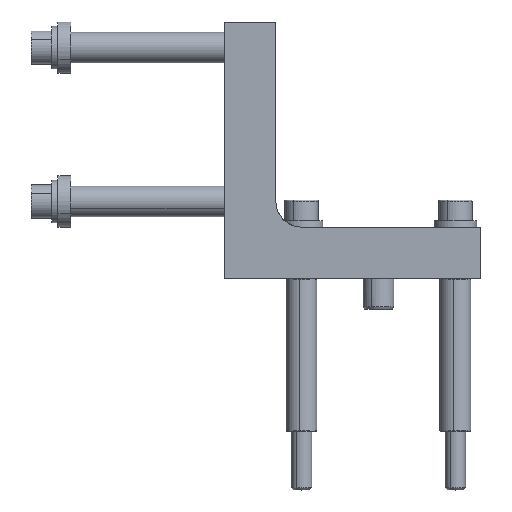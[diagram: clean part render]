
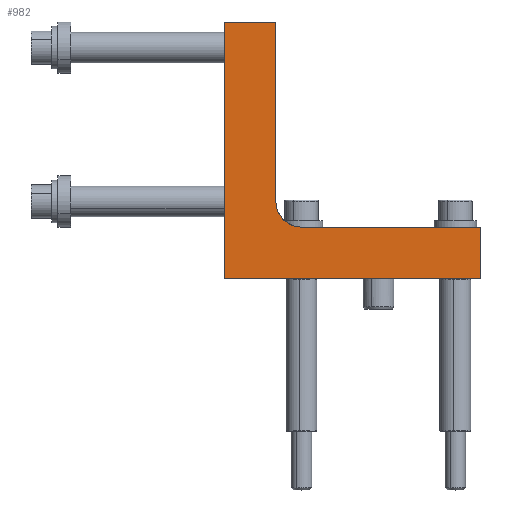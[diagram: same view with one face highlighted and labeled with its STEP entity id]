
A CAD part, top view. The second image highlights one B-rep face of the part: STEP entity #982.
In plain terms, the highlighted planar face has unit normal (0, 0, 1).
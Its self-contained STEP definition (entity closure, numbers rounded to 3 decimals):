
#919=AXIS2_PLACEMENT_3D('Circle Axis2P3D',#917,#918,$) ;
#938=AXIS2_PLACEMENT_3D('Plane Axis2P3D',#935,#936,#937) ;
#729=CARTESIAN_POINT('Vertex',(30.,20.,10.)) ;
#732=CARTESIAN_POINT('Line Origine',(65.,20.,10.)) ;
#736=CARTESIAN_POINT('Vertex',(100.,20.,10.)) ;
#914=CARTESIAN_POINT('Vertex',(20.,30.,10.)) ;
#917=CARTESIAN_POINT('Axis2P3D Location',(30.,30.,10.)) ;
#935=CARTESIAN_POINT('Axis2P3D Location',(0.,0.,10.)) ;
#940=CARTESIAN_POINT('Line Origine',(50.,0.,10.)) ;
#944=CARTESIAN_POINT('Vertex',(0.,0.,10.)) ;
#946=CARTESIAN_POINT('Vertex',(100.,0.,10.)) ;
#949=CARTESIAN_POINT('Line Origine',(100.,10.,10.)) ;
#954=CARTESIAN_POINT('Line Origine',(20.,65.,10.)) ;
#958=CARTESIAN_POINT('Vertex',(20.,100.,10.)) ;
#961=CARTESIAN_POINT('Line Origine',(10.,100.,10.)) ;
#965=CARTESIAN_POINT('Vertex',(0.,100.,10.)) ;
#968=CARTESIAN_POINT('Line Origine',(0.,50.,10.)) ;
#733=DIRECTION('Vector Direction',(-1.,0.,0.)) ;
#918=DIRECTION('Axis2P3D Direction',(0.,0.,1.)) ;
#936=DIRECTION('Axis2P3D Direction',(0.,0.,1.)) ;
#937=DIRECTION('Axis2P3D XDirection',(1.,0.,0.)) ;
#941=DIRECTION('Vector Direction',(1.,0.,0.)) ;
#950=DIRECTION('Vector Direction',(0.,1.,0.)) ;
#955=DIRECTION('Vector Direction',(0.,1.,0.)) ;
#962=DIRECTION('Vector Direction',(-1.,0.,0.)) ;
#969=DIRECTION('Vector Direction',(0.,-1.,0.)) ;
#734=VECTOR('Line Direction',#733,1.) ;
#942=VECTOR('Line Direction',#941,1.) ;
#951=VECTOR('Line Direction',#950,1.) ;
#956=VECTOR('Line Direction',#955,1.) ;
#963=VECTOR('Line Direction',#962,1.) ;
#970=VECTOR('Line Direction',#969,1.) ;
#974=ORIENTED_EDGE('',*,*,#948,.T.) ;
#975=ORIENTED_EDGE('',*,*,#953,.T.) ;
#976=ORIENTED_EDGE('',*,*,#738,.T.) ;
#977=ORIENTED_EDGE('',*,*,#921,.T.) ;
#978=ORIENTED_EDGE('',*,*,#960,.T.) ;
#979=ORIENTED_EDGE('',*,*,#967,.T.) ;
#980=ORIENTED_EDGE('',*,*,#972,.T.) ;
#982=ADVANCED_FACE('TOS_024_SET_457611_02',(#981),#939,.T.) ;
#920=CIRCLE('generated circle',#919,10.) ;
#738=EDGE_CURVE('',#737,#730,#735,.T.) ;
#921=EDGE_CURVE('',#730,#915,#920,.F.) ;
#948=EDGE_CURVE('',#945,#947,#943,.T.) ;
#953=EDGE_CURVE('',#947,#737,#952,.T.) ;
#960=EDGE_CURVE('',#915,#959,#957,.T.) ;
#967=EDGE_CURVE('',#959,#966,#964,.T.) ;
#972=EDGE_CURVE('',#966,#945,#971,.T.) ;
#973=EDGE_LOOP('',(#974,#975,#976,#977,#978,#979,#980)) ;
#981=FACE_OUTER_BOUND('',#973,.T.) ;
#735=LINE('Line',#732,#734) ;
#943=LINE('Line',#940,#942) ;
#952=LINE('Line',#949,#951) ;
#957=LINE('Line',#954,#956) ;
#964=LINE('Line',#961,#963) ;
#971=LINE('Line',#968,#970) ;
#939=PLANE('',#938) ;
#730=VERTEX_POINT('',#729) ;
#737=VERTEX_POINT('',#736) ;
#915=VERTEX_POINT('',#914) ;
#945=VERTEX_POINT('',#944) ;
#947=VERTEX_POINT('',#946) ;
#959=VERTEX_POINT('',#958) ;
#966=VERTEX_POINT('',#965) ;
